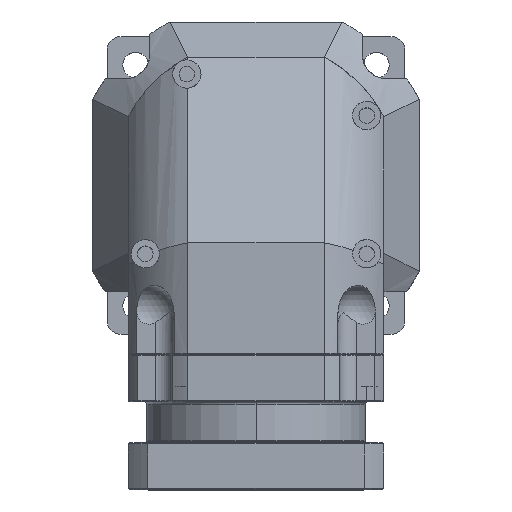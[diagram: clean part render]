
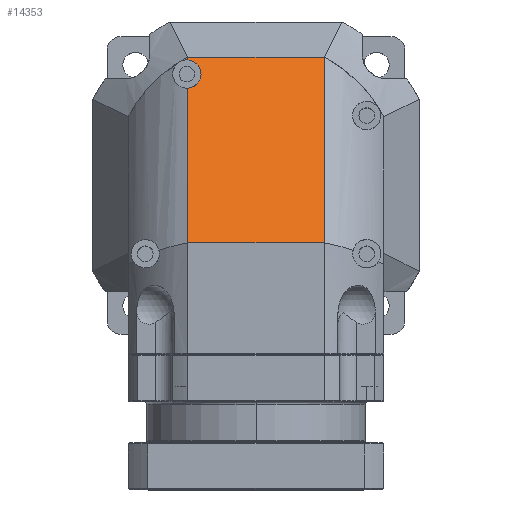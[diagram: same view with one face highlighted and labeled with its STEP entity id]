
A CAD part, top view. The second image highlights one B-rep face of the part: STEP entity #14353.
In plain terms, the highlighted face is planar.
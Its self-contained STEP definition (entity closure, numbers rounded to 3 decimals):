
#10460=DIRECTION('',(0.,0.,-1.));
#10461=VECTOR('',#10460,48.);
#10462=CARTESIAN_POINT('',(10.,-45.,24.));
#10463=LINE('',#10462,#10461);
#10464=CARTESIAN_POINT('',(0.79,-34.024,24.));
#10465=CARTESIAN_POINT('',(0.801,-34.037,
23.828));
#10466=CARTESIAN_POINT('',(0.823,-34.063,
23.64));
#10467=CARTESIAN_POINT('',(0.867,-34.115,
23.338));
#10468=CARTESIAN_POINT('',(0.921,-34.18,
23.074));
#10469=CARTESIAN_POINT('',(0.986,-34.258,
22.815));
#10470=CARTESIAN_POINT('',(1.074,-34.362,
22.524));
#10471=CARTESIAN_POINT('',(1.183,-34.492,
22.225));
#10472=CARTESIAN_POINT('',(1.313,-34.648,
21.927));
#10473=CARTESIAN_POINT('',(1.444,-34.803,
21.669));
#10474=CARTESIAN_POINT('',(1.618,-35.011,
21.366));
#10475=CARTESIAN_POINT('',(1.836,-35.271,
21.046));
#10476=CARTESIAN_POINT('',(2.098,-35.582,
20.728));
#10477=CARTESIAN_POINT('',(2.359,-35.894,
20.459));
#10478=CARTESIAN_POINT('',(2.621,-36.206,
20.231));
#10479=CARTESIAN_POINT('',(2.969,-36.621,
19.972));
#10480=CARTESIAN_POINT('',(3.405,-37.141,
19.723));
#10481=CARTESIAN_POINT('',(3.928,-37.764,
19.52));
#10482=CARTESIAN_POINT('',(4.451,-38.387,
19.402));
#10483=CARTESIAN_POINT('',(4.974,-39.01,
19.363));
#10484=CARTESIAN_POINT('',(5.497,-39.633,
19.402));
#10485=CARTESIAN_POINT('',(6.02,-40.257,
19.52));
#10486=CARTESIAN_POINT('',(6.543,-40.88,
19.723));
#10487=CARTESIAN_POINT('',(6.979,-41.399,
19.972));
#10488=CARTESIAN_POINT('',(7.327,-41.815,
20.231));
#10489=CARTESIAN_POINT('',(7.589,-42.126,
20.459));
#10490=CARTESIAN_POINT('',(7.85,-42.438,
20.728));
#10491=CARTESIAN_POINT('',(8.112,-42.75,
21.046));
#10492=CARTESIAN_POINT('',(8.33,-43.009,
21.366));
#10493=CARTESIAN_POINT('',(8.504,-43.217,
21.669));
#10494=CARTESIAN_POINT('',(8.635,-43.373,
21.927));
#10495=CARTESIAN_POINT('',(8.765,-43.529,
22.225));
#10496=CARTESIAN_POINT('',(8.874,-43.658,
22.524));
#10497=CARTESIAN_POINT('',(8.961,-43.762,
22.815));
#10498=CARTESIAN_POINT('',(9.027,-43.84,
23.074));
#10499=CARTESIAN_POINT('',(9.081,-43.905,
23.338));
#10500=CARTESIAN_POINT('',(9.125,-43.957,
23.64));
#10501=CARTESIAN_POINT('',(9.147,-43.983,
23.828));
#10502=CARTESIAN_POINT('',(9.158,-43.996,24.));
#10504=DIRECTION('',(0.643,-0.766,0.));
#10505=VECTOR('',#10504,1.311);
#10506=CARTESIAN_POINT('',(9.158,-43.996,24.));
#10507=LINE('',#10506,#10505);
#10508=DIRECTION('',(-0.643,0.766,0.));
#10509=VECTOR('',#10508,85.565);
#10510=CARTESIAN_POINT('',(10.,-45.,-24.));
#10511=LINE('',#10510,#10509);
#10512=DIRECTION('',(0.643,-0.766,0.));
#10513=VECTOR('',#10512,71.237);
#10514=CARTESIAN_POINT('',(-45.,20.546,24.));
#10515=LINE('',#10514,#10513);
#11266=DIRECTION('',(0.,0.,1.));
#11267=VECTOR('',#11266,48.);
#11268=CARTESIAN_POINT('',(-45.,20.546,-24.));
#11269=LINE('',#11268,#11267);
#12648=VERTEX_POINT('',#10464);
#12649=VERTEX_POINT('',#10502);
#12694=CARTESIAN_POINT('',(10.,-45.,-24.));
#12695=CARTESIAN_POINT('',(-45.,20.546,-24.));
#12696=VERTEX_POINT('',#12694);
#12697=VERTEX_POINT('',#12695);
#12698=CARTESIAN_POINT('',(10.,-45.,24.));
#12699=VERTEX_POINT('',#12698);
#12700=CARTESIAN_POINT('',(-45.,20.546,24.));
#12701=VERTEX_POINT('',#12700);
#14335=CARTESIAN_POINT('',(10.,-45.,61.2));
#14336=DIRECTION('',(0.766,0.643,0.));
#14337=DIRECTION('',(-0.643,0.766,0.));
#14338=AXIS2_PLACEMENT_3D('',#14335,#14336,#14337);
#14339=PLANE('',#14338);
#14341=ORIENTED_EDGE('',*,*,#14340,.T.);
#14343=ORIENTED_EDGE('',*,*,#14342,.T.);
#14344=ORIENTED_EDGE('',*,*,#14328,.T.);
#14346=ORIENTED_EDGE('',*,*,#14345,.T.);
#14348=ORIENTED_EDGE('',*,*,#14347,.T.);
#14350=ORIENTED_EDGE('',*,*,#14349,.T.);
#14351=EDGE_LOOP('',(#14341,#14343,#14344,#14346,#14348,#14350));
#14352=FACE_OUTER_BOUND('',#14351,.F.);
#14353=ADVANCED_FACE('',(#14352),#14339,.F.);
#10503=B_SPLINE_CURVE_WITH_KNOTS('',3,(#10464,#10465,#10466,#10467,#10468,
#10469,#10470,#10471,#10472,#10473,#10474,#10475,#10476,#10477,#10478,#10479,
#10480,#10481,#10482,#10483,#10484,#10485,#10486,#10487,#10488,#10489,#10490,
#10491,#10492,#10493,#10494,#10495,#10496,#10497,#10498,#10499,#10500,#10501,
#10502),.UNSPECIFIED.,.F.,.F.,(4,1,1,1,1,1,1,1,1,1,1,1,1,1,1,1,1,1,1,1,1,1,1,1,
1,1,1,1,1,1,1,1,1,1,1,1,4),(0.,0.004,0.008,0.016,0.023,
0.031,0.047,0.063,0.078,0.094,0.125,0.156,0.188,
0.219,0.25,0.313,0.375,0.438,0.5,0.563,0.625,0.688,
0.75,0.781,0.813,0.844,0.875,0.906,0.922,0.938,
0.953,0.969,0.977,0.984,0.992,0.996,1.),
.UNSPECIFIED.);
#14328=EDGE_CURVE('',#12699,#12696,#10463,.T.);
#14340=EDGE_CURVE('',#12648,#12649,#10503,.T.);
#14342=EDGE_CURVE('',#12649,#12699,#10507,.T.);
#14345=EDGE_CURVE('',#12696,#12697,#10511,.T.);
#14347=EDGE_CURVE('',#12697,#12701,#11269,.T.);
#14349=EDGE_CURVE('',#12701,#12648,#10515,.T.);
